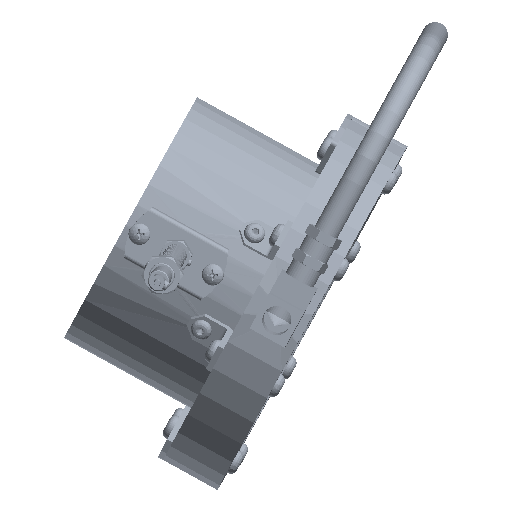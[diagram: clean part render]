
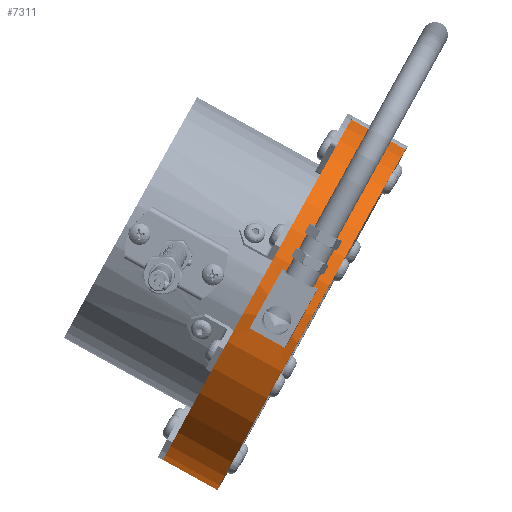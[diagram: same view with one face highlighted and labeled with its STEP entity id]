
A CAD part, front view. The second image highlights one B-rep face of the part: STEP entity #7311.
In plain terms, the highlighted cylindrical face has radius 85.725 mm (diameter 171.45 mm), a partial arc.
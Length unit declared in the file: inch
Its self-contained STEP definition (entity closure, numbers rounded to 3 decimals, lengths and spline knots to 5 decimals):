
#284=B_SPLINE_CURVE_WITH_KNOTS($,3,(#12108,#12109,#12110,#12111,#12112,
#12113,#12114,#12115,#12116,#12117,#12118,#12119,#12120,#12121,#12122,#12123,
#12124,#12125,#12126,#12127,#12128,#12129,#12130,#12131,#12132,#12133,#12134,
#12135,#12136,#12137,#12138,#12139,#12140,#12141),.UNSPECIFIED.,.T.,.F.,
(4,2,2,2,2,2,2,2,2,2,2,2,2,2,2,2,4),(0.,0.09568,0.19137,
0.28705,0.38274,0.47842,0.57411,
0.66979,0.76548,0.86116,0.95684,
1.05253,1.14821,1.2439,1.33958,1.43527,
1.53095),.UNSPECIFIED.);
#665=LINE($,#12026,#1010);
#669=LINE($,#12046,#1014);
#1010=VECTOR($,#9223,1.063);
#1014=VECTOR($,#9243,1.063);
#1669=CYLINDRICAL_SURFACE($,#7961,3.375);
#1847=FACE_BOUND($,#2733,.T.);
#1848=FACE_BOUND($,#2734,.T.);
#2733=EDGE_LOOP($,(#5784));
#2734=EDGE_LOOP($,(#5785,#5786,#5787,#5788));
#3427=CIRCLE($,#7958,3.375);
#3429=CIRCLE($,#7962,3.375);
#3885=VERTEX_POINT($,#12020);
#3887=VERTEX_POINT($,#12024);
#3894=VERTEX_POINT($,#12043);
#3895=VERTEX_POINT($,#12045);
#3906=VERTEX_POINT($,#12107);
#4620=EDGE_CURVE($,#3885,#3887,#665,.T.);
#4629=EDGE_CURVE($,#3895,#3894,#669,.T.);
#4641=EDGE_CURVE($,#3887,#3895,#3427,.T.);
#4644=EDGE_CURVE($,#3906,#3906,#284,.T.);
#4645=EDGE_CURVE($,#3885,#3894,#3429,.T.);
#5784=ORIENTED_EDGE($,*,*,#4644,.T.);
#5785=ORIENTED_EDGE($,*,*,#4620,.T.);
#5786=ORIENTED_EDGE($,*,*,#4641,.T.);
#5787=ORIENTED_EDGE($,*,*,#4629,.T.);
#5788=ORIENTED_EDGE($,*,*,#4645,.F.);
#7311=ADVANCED_FACE($,(#1847,#1848),#1669,.T.);
#7958=AXIS2_PLACEMENT_3D($,#12068,#9268,#9269);
#7961=AXIS2_PLACEMENT_3D($,#12106,#9274,#9275);
#7962=AXIS2_PLACEMENT_3D($,#12142,#9276,#9277);
#9223=DIRECTION($,(0.,1.,0.));
#9243=DIRECTION($,(0.,-1.,0.));
#9268=DIRECTION('center_axis',(0.,-1.,0.));
#9269=DIRECTION('ref_axis',(1.,0.,0.));
#9274=DIRECTION('center_axis',(0.,-1.,0.));
#9275=DIRECTION('ref_axis',(1.,0.,0.));
#9276=DIRECTION('center_axis',(0.,-1.,0.));
#9277=DIRECTION('ref_axis',(1.,0.,0.));
#12020=CARTESIAN_POINT('',(-2.35097,-0.06664,3.34286));
#12024=CARTESIAN_POINT('',(-2.35097,0.99636,3.34286));
#12026=CARTESIAN_POINT($,(-2.35097,0.99636,3.34286));
#12043=CARTESIAN_POINT('',(-2.35097,-0.06664,-3.34286));
#12045=CARTESIAN_POINT('',(-2.35097,0.99636,-3.34286));
#12046=CARTESIAN_POINT($,(-2.35097,0.99636,-3.34286));
#12068=CARTESIAN_POINT('Origin',(-1.88629,0.99636,0.));
#12106=CARTESIAN_POINT('Origin',(-1.88629,0.46486,0.));
#12107=CARTESIAN_POINT('',(-5.25981,0.50717,-0.1));
#12108=CARTESIAN_POINT('Ctrl Pts',(-5.25981,0.50717,
-0.1));
#12109=CARTESIAN_POINT('Ctrl Pts',(-5.25981,0.51973,
-0.1));
#12110=CARTESIAN_POINT('Ctrl Pts',(-5.25988,0.53312,
-0.09749));
#12111=CARTESIAN_POINT('Ctrl Pts',(-5.26016,0.55776,
-0.08728));
#12112=CARTESIAN_POINT('Ctrl Pts',(-5.26036,0.569,
-0.07959));
#12113=CARTESIAN_POINT('Ctrl Pts',(-5.26073,0.58676,
-0.06183));
#12114=CARTESIAN_POINT('Ctrl Pts',(-5.26093,0.59446,
-0.05059));
#12115=CARTESIAN_POINT('Ctrl Pts',(-5.26121,0.60466,
-0.02595));
#12116=CARTESIAN_POINT('Ctrl Pts',(-5.26129,0.60717,
-0.01256));
#12117=CARTESIAN_POINT('Ctrl Pts',(-5.26129,0.60717,
0.01256));
#12118=CARTESIAN_POINT('Ctrl Pts',(-5.26121,0.60466,
0.02595));
#12119=CARTESIAN_POINT('Ctrl Pts',(-5.26093,0.59446,
0.05059));
#12120=CARTESIAN_POINT('Ctrl Pts',(-5.26073,0.58676,
0.06183));
#12121=CARTESIAN_POINT('Ctrl Pts',(-5.26036,0.569,
0.07959));
#12122=CARTESIAN_POINT('Ctrl Pts',(-5.26016,0.55776,
0.08728));
#12123=CARTESIAN_POINT('Ctrl Pts',(-5.25988,0.53312,
0.09749));
#12124=CARTESIAN_POINT('Ctrl Pts',(-5.25981,0.51973,
0.1));
#12125=CARTESIAN_POINT('Ctrl Pts',(-5.25981,0.49461,
0.1));
#12126=CARTESIAN_POINT('Ctrl Pts',(-5.25988,0.48122,
0.09749));
#12127=CARTESIAN_POINT('Ctrl Pts',(-5.26016,0.45658,
0.08728));
#12128=CARTESIAN_POINT('Ctrl Pts',(-5.26036,0.44534,
0.07959));
#12129=CARTESIAN_POINT('Ctrl Pts',(-5.26073,0.42758,
0.06183));
#12130=CARTESIAN_POINT('Ctrl Pts',(-5.26093,0.41989,
0.05059));
#12131=CARTESIAN_POINT('Ctrl Pts',(-5.26121,0.40968,
0.02595));
#12132=CARTESIAN_POINT('Ctrl Pts',(-5.26129,0.40717,
0.01256));
#12133=CARTESIAN_POINT('Ctrl Pts',(-5.26129,0.40717,
-0.01256));
#12134=CARTESIAN_POINT('Ctrl Pts',(-5.26121,0.40968,
-0.02595));
#12135=CARTESIAN_POINT('Ctrl Pts',(-5.26093,0.41989,
-0.05059));
#12136=CARTESIAN_POINT('Ctrl Pts',(-5.26073,0.42758,
-0.06183));
#12137=CARTESIAN_POINT('Ctrl Pts',(-5.26036,0.44534,
-0.07959));
#12138=CARTESIAN_POINT('Ctrl Pts',(-5.26016,0.45658,
-0.08728));
#12139=CARTESIAN_POINT('Ctrl Pts',(-5.25988,0.48122,
-0.09749));
#12140=CARTESIAN_POINT('Ctrl Pts',(-5.25981,0.49461,
-0.1));
#12141=CARTESIAN_POINT('Ctrl Pts',(-5.25981,0.50717,
-0.1));
#12142=CARTESIAN_POINT('Origin',(-1.88629,-0.06664,
0.));
